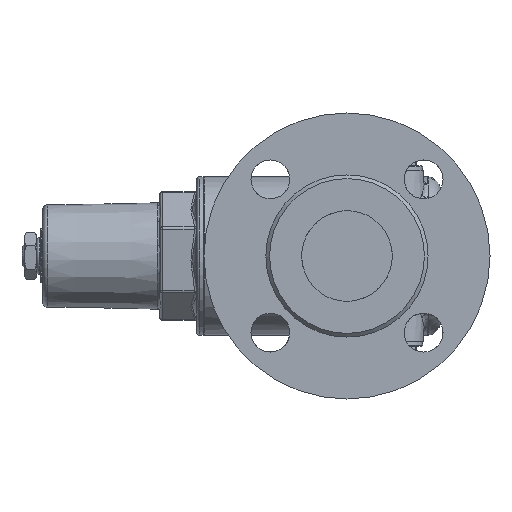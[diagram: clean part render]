
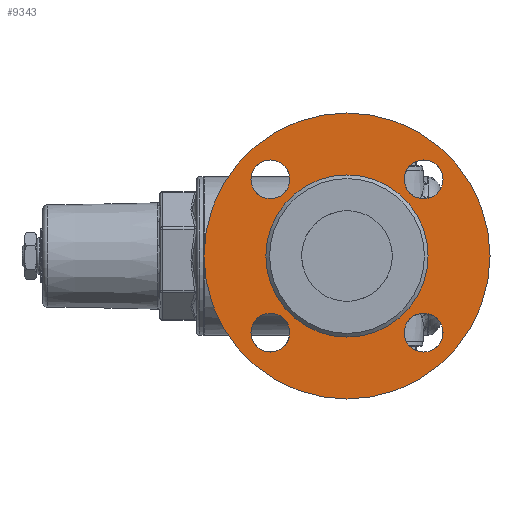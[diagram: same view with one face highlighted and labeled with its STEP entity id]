
A CAD part, left-side view. The second image highlights one B-rep face of the part: STEP entity #9343.
In plain terms, the highlighted planar face has unit normal (-1, 0, 0).
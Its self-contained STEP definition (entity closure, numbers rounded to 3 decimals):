
#728=FACE_BOUND('',#1709,.T.);
#729=FACE_BOUND('',#1710,.T.);
#730=FACE_BOUND('',#1711,.T.);
#731=FACE_BOUND('',#1712,.T.);
#732=FACE_BOUND('',#1713,.T.);
#1017=PLANE('',#9937);
#1158=FACE_OUTER_BOUND('',#1708,.T.);
#1708=EDGE_LOOP('',(#5983));
#1709=EDGE_LOOP('',(#5984));
#1710=EDGE_LOOP('',(#5985));
#1711=EDGE_LOOP('',(#5986));
#1712=EDGE_LOOP('',(#5987));
#1713=EDGE_LOOP('',(#5988));
#3097=CIRCLE('',#9916,7.95);
#3098=CIRCLE('',#9918,7.95);
#3099=CIRCLE('',#9920,7.95);
#3100=CIRCLE('',#9922,7.95);
#3108=CIRCLE('',#9936,33.25);
#3109=CIRCLE('',#9938,58.65);
#3470=VERTEX_POINT('',#13556);
#3473=VERTEX_POINT('',#13600);
#3476=VERTEX_POINT('',#13644);
#3479=VERTEX_POINT('',#13688);
#3489=VERTEX_POINT('',#13753);
#3490=VERTEX_POINT('',#13757);
#4442=EDGE_CURVE('',#3470,#3470,#3097,.T.);
#4446=EDGE_CURVE('',#3473,#3473,#3098,.T.);
#4450=EDGE_CURVE('',#3476,#3476,#3099,.T.);
#4454=EDGE_CURVE('',#3479,#3479,#3100,.T.);
#4467=EDGE_CURVE('',#3489,#3489,#3108,.T.);
#4469=EDGE_CURVE('',#3490,#3490,#3109,.T.);
#5983=ORIENTED_EDGE('',*,*,#4469,.T.);
#5984=ORIENTED_EDGE('',*,*,#4442,.T.);
#5985=ORIENTED_EDGE('',*,*,#4446,.T.);
#5986=ORIENTED_EDGE('',*,*,#4450,.T.);
#5987=ORIENTED_EDGE('',*,*,#4454,.T.);
#5988=ORIENTED_EDGE('',*,*,#4467,.F.);
#9343=ADVANCED_FACE('',(#1158,#728,#729,#730,#731,#732),#1017,.F.);
#9916=AXIS2_PLACEMENT_3D('',#13557,#10621,#10622);
#9918=AXIS2_PLACEMENT_3D('',#13601,#10626,#10627);
#9920=AXIS2_PLACEMENT_3D('',#13645,#10631,#10632);
#9922=AXIS2_PLACEMENT_3D('',#13689,#10636,#10637);
#9936=AXIS2_PLACEMENT_3D('',#13754,#10667,#10668);
#9937=AXIS2_PLACEMENT_3D('',#13756,#10670,#10671);
#9938=AXIS2_PLACEMENT_3D('',#13758,#10672,#10673);
#10621=DIRECTION('center_axis',(1.,0.,0.));
#10622=DIRECTION('ref_axis',(0.,1.,0.));
#10626=DIRECTION('center_axis',(1.,0.,0.));
#10627=DIRECTION('ref_axis',(0.,0.,
-1.));
#10631=DIRECTION('center_axis',(1.,0.,0.));
#10632=DIRECTION('ref_axis',(0.,-1.,0.));
#10636=DIRECTION('center_axis',(1.,0.,0.));
#10637=DIRECTION('ref_axis',(0.,0.,1.));
#10667=DIRECTION('center_axis',(-1.,0.,0.));
#10668=DIRECTION('ref_axis',(0.,0.,1.));
#10670=DIRECTION('center_axis',(1.,0.,0.));
#10671=DIRECTION('ref_axis',(0.,0.,
-1.));
#10672=DIRECTION('center_axis',(-1.,0.,0.));
#10673=DIRECTION('ref_axis',(0.,0.,1.));
#13556=CARTESIAN_POINT('',(-88.5,23.481,-31.431));
#13557=CARTESIAN_POINT('Origin',(-88.5,31.431,-31.431));
#13600=CARTESIAN_POINT('',(-88.5,-31.431,-23.481));
#13601=CARTESIAN_POINT('Origin',(-88.5,-31.431,-31.431));
#13644=CARTESIAN_POINT('',(-88.5,-23.481,31.431));
#13645=CARTESIAN_POINT('Origin',(-88.5,-31.431,31.431));
#13688=CARTESIAN_POINT('',(-88.5,31.431,23.481));
#13689=CARTESIAN_POINT('Origin',(-88.5,31.431,31.431));
#13753=CARTESIAN_POINT('',(-88.5,-33.25,0.));
#13754=CARTESIAN_POINT('Origin',(-88.5,0.,0.));
#13756=CARTESIAN_POINT('Origin',(-88.5,58.65,0.));
#13757=CARTESIAN_POINT('',(-88.5,-58.65,0.));
#13758=CARTESIAN_POINT('Origin',(-88.5,0.,0.));
